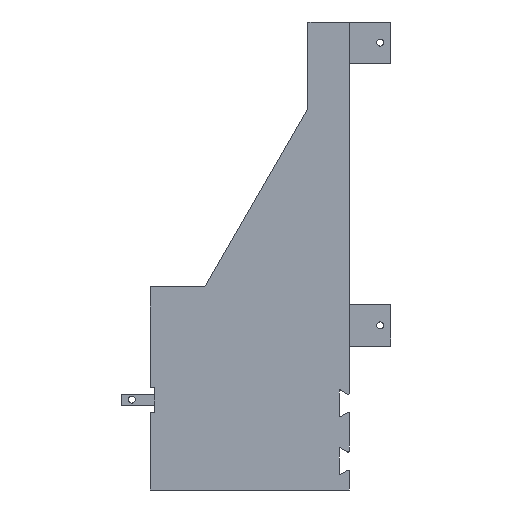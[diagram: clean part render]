
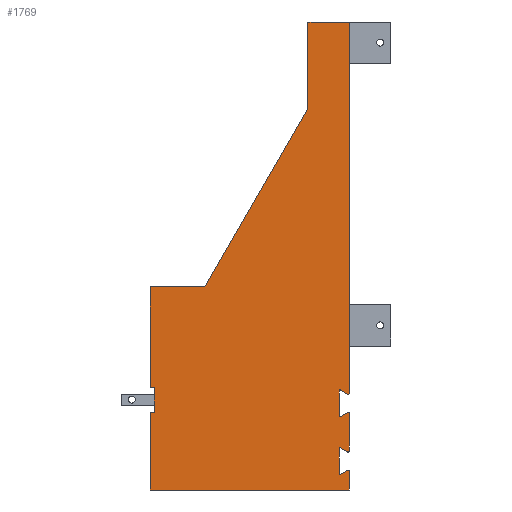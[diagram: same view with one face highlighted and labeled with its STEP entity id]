
A CAD part, left-side view. The second image highlights one B-rep face of the part: STEP entity #1769.
In plain terms, the highlighted planar face has unit normal (-1, 0, 0).
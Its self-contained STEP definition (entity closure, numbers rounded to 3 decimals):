
#204=PLANE('',#1880);
#297=FACE_OUTER_BOUND('',#399,.T.);
#399=EDGE_LOOP('',(#1634,#1635,#1636,#1637,#1638,#1639,#1640,#1641,#1642,
#1643,#1644,#1645,#1646,#1647,#1648,#1649,#1650,#1651,#1652,#1653,#1654,
#1655,#1656,#1657,#1658,#1659,#1660));
#415=LINE('',#2244,#543);
#419=LINE('',#2251,#547);
#423=LINE('',#2258,#551);
#440=LINE('',#2351,#568);
#443=LINE('',#2356,#571);
#444=LINE('',#2359,#572);
#446=LINE('',#2364,#574);
#449=LINE('',#2368,#577);
#450=LINE('',#2371,#578);
#492=LINE('',#16006,#620);
#496=LINE('',#16013,#624);
#498=LINE('',#16018,#626);
#504=LINE('',#16034,#632);
#508=LINE('',#16046,#636);
#511=LINE('',#16057,#639);
#515=LINE('',#16069,#643);
#523=LINE('',#16093,#651);
#525=LINE('',#16099,#653);
#527=LINE('',#16105,#655);
#543=VECTOR('',#1916,10.);
#547=VECTOR('',#1922,10.);
#551=VECTOR('',#1928,10.);
#568=VECTOR('',#1953,10.);
#571=VECTOR('',#1958,10.);
#572=VECTOR('',#1961,10.);
#574=VECTOR('',#1965,10.);
#577=VECTOR('',#1970,10.);
#578=VECTOR('',#1973,10.);
#620=VECTOR('',#2099,10.);
#624=VECTOR('',#2105,10.);
#626=VECTOR('',#2109,10.);
#632=VECTOR('',#2123,10.);
#636=VECTOR('',#2135,10.);
#639=VECTOR('',#2146,10.);
#643=VECTOR('',#2158,10.);
#651=VECTOR('',#2182,10.);
#653=VECTOR('',#2190,10.);
#655=VECTOR('',#2198,10.);
#674=CIRCLE('',#1850,0.5);
#676=CIRCLE('',#1854,0.5);
#677=CIRCLE('',#1857,0.5);
#680=CIRCLE('',#1862,0.5);
#682=CIRCLE('',#1866,0.5);
#686=CIRCLE('',#1873,0.5);
#687=CIRCLE('',#1876,0.5);
#688=CIRCLE('',#1879,0.5);
#701=VERTEX_POINT('',#2241);
#702=VERTEX_POINT('',#2243);
#704=VERTEX_POINT('',#2249);
#706=VERTEX_POINT('',#2256);
#726=VERTEX_POINT('',#2350);
#727=VERTEX_POINT('',#2354);
#728=VERTEX_POINT('',#2358);
#729=VERTEX_POINT('',#2362);
#730=VERTEX_POINT('',#2363);
#731=VERTEX_POINT('',#2370);
#833=VERTEX_POINT('',#16004);
#834=VERTEX_POINT('',#16008);
#837=VERTEX_POINT('',#16016);
#840=VERTEX_POINT('',#16024);
#841=VERTEX_POINT('',#16026);
#842=VERTEX_POINT('',#16030);
#844=VERTEX_POINT('',#16039);
#847=VERTEX_POINT('',#16044);
#848=VERTEX_POINT('',#16048);
#851=VERTEX_POINT('',#16055);
#853=VERTEX_POINT('',#16062);
#855=VERTEX_POINT('',#16067);
#857=VERTEX_POINT('',#16074);
#862=VERTEX_POINT('',#16089);
#863=VERTEX_POINT('',#16091);
#864=VERTEX_POINT('',#16097);
#865=VERTEX_POINT('',#16103);
#883=EDGE_CURVE('',#702,#701,#415,.T.);
#887=EDGE_CURVE('',#701,#704,#419,.T.);
#891=EDGE_CURVE('',#704,#706,#423,.T.);
#912=EDGE_CURVE('',#726,#702,#440,.T.);
#915=EDGE_CURVE('',#706,#727,#443,.T.);
#916=EDGE_CURVE('',#726,#728,#444,.T.);
#918=EDGE_CURVE('',#729,#730,#446,.T.);
#921=EDGE_CURVE('',#728,#729,#449,.T.);
#922=EDGE_CURVE('',#731,#730,#450,.T.);
#1079=EDGE_CURVE('',#833,#727,#492,.T.);
#1083=EDGE_CURVE('',#731,#834,#496,.T.);
#1085=EDGE_CURVE('',#837,#833,#498,.T.);
#1089=EDGE_CURVE('',#841,#840,#674,.T.);
#1093=EDGE_CURVE('',#841,#842,#504,.T.);
#1095=EDGE_CURVE('',#837,#842,#676,.T.);
#1099=EDGE_CURVE('',#847,#844,#508,.T.);
#1100=EDGE_CURVE('',#847,#848,#677,.T.);
#1104=EDGE_CURVE('',#851,#848,#511,.T.);
#1108=EDGE_CURVE('',#851,#853,#680,.T.);
#1110=EDGE_CURVE('',#855,#853,#515,.T.);
#1114=EDGE_CURVE('',#855,#857,#682,.T.);
#1123=EDGE_CURVE('',#863,#862,#523,.T.);
#1124=EDGE_CURVE('',#863,#834,#686,.T.);
#1126=EDGE_CURVE('',#864,#840,#525,.T.);
#1127=EDGE_CURVE('',#864,#844,#687,.T.);
#1129=EDGE_CURVE('',#865,#857,#527,.T.);
#1130=EDGE_CURVE('',#865,#862,#688,.T.);
#1634=ORIENTED_EDGE('',*,*,#891,.T.);
#1635=ORIENTED_EDGE('',*,*,#915,.T.);
#1636=ORIENTED_EDGE('',*,*,#1079,.F.);
#1637=ORIENTED_EDGE('',*,*,#1085,.F.);
#1638=ORIENTED_EDGE('',*,*,#1095,.T.);
#1639=ORIENTED_EDGE('',*,*,#1093,.F.);
#1640=ORIENTED_EDGE('',*,*,#1089,.T.);
#1641=ORIENTED_EDGE('',*,*,#1126,.F.);
#1642=ORIENTED_EDGE('',*,*,#1127,.T.);
#1643=ORIENTED_EDGE('',*,*,#1099,.F.);
#1644=ORIENTED_EDGE('',*,*,#1100,.T.);
#1645=ORIENTED_EDGE('',*,*,#1104,.F.);
#1646=ORIENTED_EDGE('',*,*,#1108,.T.);
#1647=ORIENTED_EDGE('',*,*,#1110,.F.);
#1648=ORIENTED_EDGE('',*,*,#1114,.T.);
#1649=ORIENTED_EDGE('',*,*,#1129,.F.);
#1650=ORIENTED_EDGE('',*,*,#1130,.T.);
#1651=ORIENTED_EDGE('',*,*,#1123,.F.);
#1652=ORIENTED_EDGE('',*,*,#1124,.T.);
#1653=ORIENTED_EDGE('',*,*,#1083,.F.);
#1654=ORIENTED_EDGE('',*,*,#922,.T.);
#1655=ORIENTED_EDGE('',*,*,#918,.F.);
#1656=ORIENTED_EDGE('',*,*,#921,.F.);
#1657=ORIENTED_EDGE('',*,*,#916,.F.);
#1658=ORIENTED_EDGE('',*,*,#912,.T.);
#1659=ORIENTED_EDGE('',*,*,#883,.T.);
#1660=ORIENTED_EDGE('',*,*,#887,.T.);
#1769=ADVANCED_FACE('',(#297),#204,.F.);
#1850=AXIS2_PLACEMENT_3D('',#16027,#2116,#2117);
#1854=AXIS2_PLACEMENT_3D('',#16037,#2128,#2129);
#1857=AXIS2_PLACEMENT_3D('',#16049,#2138,#2139);
#1862=AXIS2_PLACEMENT_3D('',#16064,#2153,#2154);
#1866=AXIS2_PLACEMENT_3D('',#16076,#2165,#2166);
#1873=AXIS2_PLACEMENT_3D('',#16095,#2185,#2186);
#1876=AXIS2_PLACEMENT_3D('',#16101,#2193,#2194);
#1879=AXIS2_PLACEMENT_3D('',#16107,#2201,#2202);
#1880=AXIS2_PLACEMENT_3D('',#16108,#2203,#2204);
#1916=DIRECTION('',(0.,-1.,0.));
#1922=DIRECTION('',(0.,0.,-1.));
#1928=DIRECTION('',(0.,1.,0.));
#1953=DIRECTION('',(0.,0.,-1.));
#1958=DIRECTION('',(0.,0.,-1.));
#1961=DIRECTION('',(0.,-1.,0.));
#1965=DIRECTION('',(0.,0.,1.));
#1970=DIRECTION('',(0.,-0.5,0.866));
#1973=DIRECTION('',(0.,1.,0.));
#2099=DIRECTION('',(0.,1.,0.));
#2105=DIRECTION('',(0.,0.,-1.));
#2109=DIRECTION('',(0.,0.,-1.));
#2116=DIRECTION('center_axis',(1.,0.,0.));
#2117=DIRECTION('ref_axis',(0.,0.5,-0.866));
#2123=DIRECTION('',(0.,-0.866,0.5));
#2128=DIRECTION('center_axis',(-1.,0.,0.));
#2129=DIRECTION('ref_axis',(0.,-0.5,0.866));
#2135=DIRECTION('',(0.,0.866,0.5));
#2138=DIRECTION('center_axis',(-1.,0.,0.));
#2139=DIRECTION('ref_axis',(0.,-0.5,-0.866));
#2146=DIRECTION('',(0.,0.,-1.));
#2153=DIRECTION('center_axis',(-1.,0.,0.));
#2154=DIRECTION('ref_axis',(0.,-0.5,0.866));
#2158=DIRECTION('',(0.,-0.866,0.5));
#2165=DIRECTION('center_axis',(1.,0.,0.));
#2166=DIRECTION('ref_axis',(0.,0.5,-0.866));
#2182=DIRECTION('',(0.,0.866,0.5));
#2185=DIRECTION('center_axis',(-1.,0.,0.));
#2186=DIRECTION('ref_axis',(0.,-0.5,-0.866));
#2190=DIRECTION('',(0.,0.,-1.));
#2193=DIRECTION('center_axis',(1.,0.,0.));
#2194=DIRECTION('ref_axis',(0.,0.5,0.866));
#2198=DIRECTION('',(0.,0.,-1.));
#2201=DIRECTION('center_axis',(1.,0.,0.));
#2202=DIRECTION('ref_axis',(0.,0.5,0.866));
#2203=DIRECTION('center_axis',(1.,0.,0.));
#2204=DIRECTION('ref_axis',(0.,0.,-1.));
#2241=CARTESIAN_POINT('',(-35.,54.081,75.416));
#2243=CARTESIAN_POINT('',(-35.,56.071,75.416));
#2244=CARTESIAN_POINT('',(-35.,38.953,75.416));
#2249=CARTESIAN_POINT('',(-35.,54.081,63.416));
#2251=CARTESIAN_POINT('',(-35.,54.081,99.82));
#2256=CARTESIAN_POINT('',(-35.,56.071,63.416));
#2258=CARTESIAN_POINT('',(-35.,38.953,63.416));
#2350=CARTESIAN_POINT('',(-35.,56.071,124.267));
#2351=CARTESIAN_POINT('',(-35.,56.071,130.974));
#2354=CARTESIAN_POINT('',(-35.,56.071,25.776));
#2356=CARTESIAN_POINT('',(-35.,56.071,130.974));
#2358=CARTESIAN_POINT('',(-35.,29.632,124.267));
#2359=CARTESIAN_POINT('',(-35.,18.728,124.267));
#2362=CARTESIAN_POINT('',(-35.,-20.368,210.87));
#2363=CARTESIAN_POINT('',(-35.,-20.368,252.673));
#2364=CARTESIAN_POINT('',(-35.,-20.368,195.762));
#2368=CARTESIAN_POINT('',(-35.,1.915,172.274));
#2370=CARTESIAN_POINT('',(-35.,-40.421,252.673));
#2371=CARTESIAN_POINT('',(-35.,31.948,252.673));
#16004=CARTESIAN_POINT('',(-35.,-40.421,25.776));
#16006=CARTESIAN_POINT('',(-35.,-30.421,25.776));
#16008=CARTESIAN_POINT('',(-35.,-40.421,72.642));
#16013=CARTESIAN_POINT('',(-35.,-40.421,222.673));
#16016=CARTESIAN_POINT('',(-35.,-40.421,34.91));
#16018=CARTESIAN_POINT('',(-35.,-40.421,222.673));
#16024=CARTESIAN_POINT('',(-35.,-35.421,33.756));
#16026=CARTESIAN_POINT('',(-35.,-36.171,33.323));
#16027=CARTESIAN_POINT('Origin',(-35.,-35.921,33.756));
#16030=CARTESIAN_POINT('',(-35.,-39.671,35.343));
#16034=CARTESIAN_POINT('',(-35.,-37.729,34.222));
#16037=CARTESIAN_POINT('Origin',(-35.,-39.921,34.91));
#16039=CARTESIAN_POINT('',(-35.,-36.171,46.23));
#16044=CARTESIAN_POINT('',(-35.,-39.671,44.209));
#16046=CARTESIAN_POINT('',(-35.,1.338,67.886));
#16048=CARTESIAN_POINT('',(-35.,-40.421,44.642));
#16049=CARTESIAN_POINT('Origin',(-35.,-39.921,44.642));
#16055=CARTESIAN_POINT('',(-35.,-40.421,62.91));
#16057=CARTESIAN_POINT('',(-35.,-40.421,222.673));
#16062=CARTESIAN_POINT('',(-35.,-39.671,63.343));
#16064=CARTESIAN_POINT('Origin',(-35.,-39.921,62.91));
#16067=CARTESIAN_POINT('',(-35.,-36.171,61.323));
#16069=CARTESIAN_POINT('',(-35.,-31.666,58.722));
#16074=CARTESIAN_POINT('',(-35.,-35.421,61.756));
#16076=CARTESIAN_POINT('Origin',(-35.,-35.921,61.756));
#16089=CARTESIAN_POINT('',(-35.,-36.171,74.23));
#16091=CARTESIAN_POINT('',(-35.,-39.671,72.209));
#16093=CARTESIAN_POINT('',(-35.,-4.724,92.386));
#16095=CARTESIAN_POINT('Origin',(-35.,-39.921,72.642));
#16097=CARTESIAN_POINT('',(-35.,-35.421,45.797));
#16099=CARTESIAN_POINT('',(-35.,-35.421,78.557));
#16101=CARTESIAN_POINT('Origin',(-35.,-35.921,45.797));
#16103=CARTESIAN_POINT('',(-35.,-35.421,73.797));
#16105=CARTESIAN_POINT('',(-35.,-35.421,92.557));
#16107=CARTESIAN_POINT('Origin',(-35.,-35.921,73.797));
#16108=CARTESIAN_POINT('Origin',(-35.,17.825,124.224));
